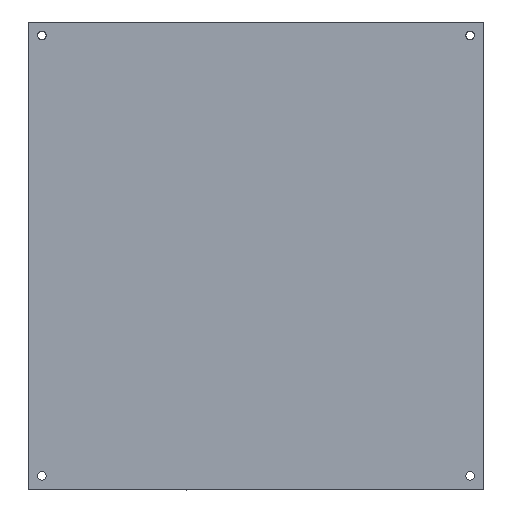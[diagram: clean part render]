
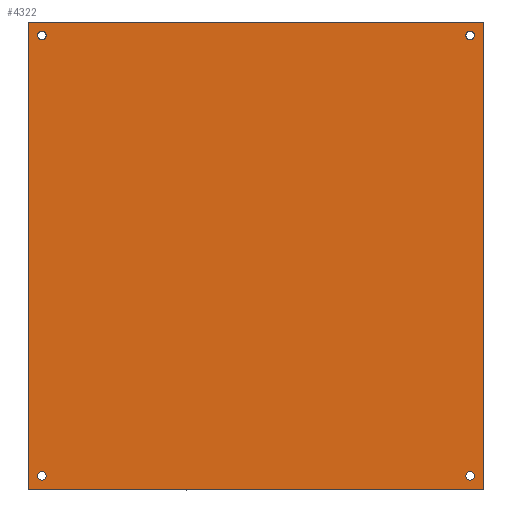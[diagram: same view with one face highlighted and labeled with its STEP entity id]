
A CAD part, top view. The second image highlights one B-rep face of the part: STEP entity #4322.
In plain terms, the highlighted planar face has unit normal (0, 0, 1).
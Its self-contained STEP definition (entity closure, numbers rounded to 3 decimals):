
#405=FACE_BOUND('',#693,.T.);
#406=FACE_BOUND('',#694,.T.);
#407=FACE_BOUND('',#695,.T.);
#408=FACE_BOUND('',#696,.T.);
#432=CIRCLE('',#4578,1.75);
#433=CIRCLE('',#4579,1.75);
#434=CIRCLE('',#4580,1.75);
#435=CIRCLE('',#4581,1.75);
#453=FACE_OUTER_BOUND('',#692,.T.);
#692=EDGE_LOOP('',(#2920,#2921,#2922,#2923));
#693=EDGE_LOOP('',(#2924));
#694=EDGE_LOOP('',(#2925));
#695=EDGE_LOOP('',(#2926));
#696=EDGE_LOOP('',(#2927));
#968=LINE('',#5393,#1370);
#980=LINE('',#5416,#1382);
#981=LINE('',#5418,#1383);
#982=LINE('',#5419,#1384);
#1370=VECTOR('',#4735,10.);
#1382=VECTOR('',#4757,10.);
#1383=VECTOR('',#4758,10.);
#1384=VECTOR('',#4759,10.);
#1768=VERTEX_POINT('',#5390);
#1769=VERTEX_POINT('',#5392);
#1775=VERTEX_POINT('',#5415);
#1776=VERTEX_POINT('',#5417);
#1777=VERTEX_POINT('',#5420);
#1778=VERTEX_POINT('',#5422);
#1779=VERTEX_POINT('',#5424);
#1780=VERTEX_POINT('',#5426);
#2221=EDGE_CURVE('',#1769,#1768,#968,.T.);
#2233=EDGE_CURVE('',#1768,#1775,#980,.T.);
#2234=EDGE_CURVE('',#1776,#1775,#981,.T.);
#2235=EDGE_CURVE('',#1769,#1776,#982,.T.);
#2236=EDGE_CURVE('',#1777,#1777,#432,.T.);
#2237=EDGE_CURVE('',#1778,#1778,#433,.T.);
#2238=EDGE_CURVE('',#1779,#1779,#434,.T.);
#2239=EDGE_CURVE('',#1780,#1780,#435,.T.);
#2920=ORIENTED_EDGE('',*,*,#2233,.T.);
#2921=ORIENTED_EDGE('',*,*,#2234,.F.);
#2922=ORIENTED_EDGE('',*,*,#2235,.F.);
#2923=ORIENTED_EDGE('',*,*,#2221,.T.);
#2924=ORIENTED_EDGE('',*,*,#2236,.T.);
#2925=ORIENTED_EDGE('',*,*,#2237,.T.);
#2926=ORIENTED_EDGE('',*,*,#2238,.T.);
#2927=ORIENTED_EDGE('',*,*,#2239,.T.);
#4217=PLANE('',#4577);
#4322=ADVANCED_FACE('',(#453,#405,#406,#407,#408),#4217,.T.);
#4577=AXIS2_PLACEMENT_3D('',#5414,#4755,#4756);
#4578=AXIS2_PLACEMENT_3D('',#5421,#4760,#4761);
#4579=AXIS2_PLACEMENT_3D('',#5423,#4762,#4763);
#4580=AXIS2_PLACEMENT_3D('',#5425,#4764,#4765);
#4581=AXIS2_PLACEMENT_3D('',#5427,#4766,#4767);
#4735=DIRECTION('',(-1.,0.,0.));
#4755=DIRECTION('center_axis',(0.,0.,1.));
#4756=DIRECTION('ref_axis',(1.,0.,0.));
#4757=DIRECTION('',(0.,-1.,0.));
#4758=DIRECTION('',(-1.,0.,0.));
#4759=DIRECTION('',(0.,-1.,0.));
#4760=DIRECTION('center_axis',(0.,0.,-1.));
#4761=DIRECTION('ref_axis',(-1.,0.,0.));
#4762=DIRECTION('center_axis',(0.,0.,-1.));
#4763=DIRECTION('ref_axis',(-1.,0.,0.));
#4764=DIRECTION('center_axis',(0.,0.,-1.));
#4765=DIRECTION('ref_axis',(-1.,0.,0.));
#4766=DIRECTION('center_axis',(0.,0.,-1.));
#4767=DIRECTION('ref_axis',(-1.,0.,0.));
#5390=CARTESIAN_POINT('',(-18.,187.5,51.5));
#5392=CARTESIAN_POINT('',(168.,187.5,51.5));
#5393=CARTESIAN_POINT('',(161.,187.5,51.5));
#5414=CARTESIAN_POINT('Origin',(18.5,34.,51.5));
#5415=CARTESIAN_POINT('',(-18.,-3.5,51.5));
#5416=CARTESIAN_POINT('',(-18.,152.,51.5));
#5417=CARTESIAN_POINT('',(168.,-3.5,51.5));
#5418=CARTESIAN_POINT('',(166.,-3.5,51.5));
#5419=CARTESIAN_POINT('',(168.,24.,51.5));
#5420=CARTESIAN_POINT('',(-10.75,2.,51.5));
#5421=CARTESIAN_POINT('Origin',(-12.5,2.,51.5));
#5422=CARTESIAN_POINT('',(164.25,2.,51.5));
#5423=CARTESIAN_POINT('Origin',(162.5,2.,51.5));
#5424=CARTESIAN_POINT('',(-10.75,182.,51.5));
#5425=CARTESIAN_POINT('Origin',(-12.5,182.,51.5));
#5426=CARTESIAN_POINT('',(164.25,182.,51.5));
#5427=CARTESIAN_POINT('Origin',(162.5,182.,51.5));
